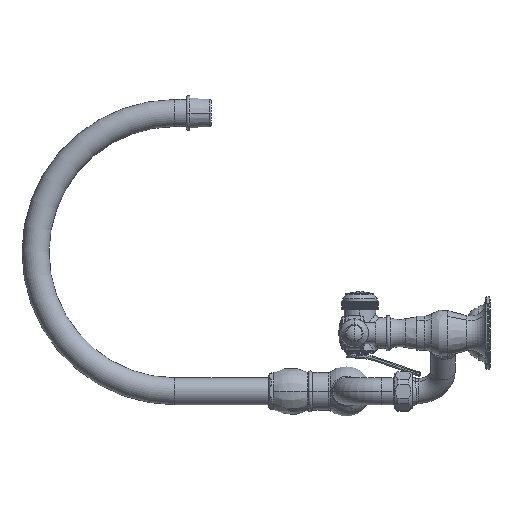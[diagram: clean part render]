
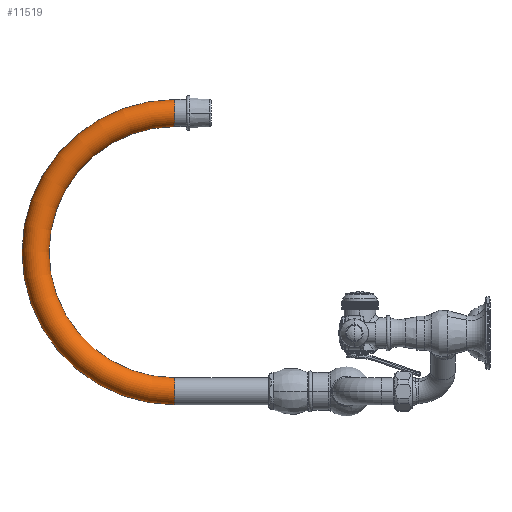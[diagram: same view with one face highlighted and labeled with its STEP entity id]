
A CAD part, left-side view. The second image highlights one B-rep face of the part: STEP entity #11519.
In plain terms, the highlighted toroidal (fillet/blend) face has major radius 114.3 mm and minor radius 11.113 mm.
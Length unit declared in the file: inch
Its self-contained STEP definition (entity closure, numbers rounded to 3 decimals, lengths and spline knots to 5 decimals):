
#4265=CARTESIAN_POINT('',(0.,4.4462,0.));
#4266=DIRECTION('',(0.,-1.,0.));
#4267=DIRECTION('',(0.,0.,1.));
#4268=AXIS2_PLACEMENT_3D('',#4265,#4266,#4267);
#4303=CARTESIAN_POINT('',(0.,4.4462,4.5));
#4304=DIRECTION('',(-1.,0.,0.));
#4305=DIRECTION('',(0.,0.,1.));
#4306=AXIS2_PLACEMENT_3D('',#4303,#4304,#4305);
#4451=CARTESIAN_POINT('',(0.,4.4462,9.));
#4452=DIRECTION('',(0.,1.,0.));
#4453=DIRECTION('',(0.,0.,-1.));
#4454=AXIS2_PLACEMENT_3D('',#4451,#4452,#4453);
#4459=CARTESIAN_POINT('',(0.,4.4462,4.5));
#4460=DIRECTION('',(-1.,0.,0.));
#4461=DIRECTION('',(0.,0.,1.));
#4462=AXIS2_PLACEMENT_3D('',#4459,#4460,#4461);
#5274=CARTESIAN_POINT('',(0.,4.4462,8.5625));
#5275=CARTESIAN_POINT('',(0.,4.4462,9.4375));
#5276=VERTEX_POINT('',#5274);
#5277=VERTEX_POINT('',#5275);
#5278=CARTESIAN_POINT('',(0.,4.4462,0.4375));
#5279=CARTESIAN_POINT('',(0.,4.4462,-0.4375));
#5280=VERTEX_POINT('',#5278);
#5281=VERTEX_POINT('',#5279);
#11508=CARTESIAN_POINT('',(0.,4.4462,4.5));
#11509=DIRECTION('',(-1.,0.,0.));
#11510=DIRECTION('',(0.,0.,-1.));
#11511=AXIS2_PLACEMENT_3D('',#11508,#11509,#11510);
#11512=TOROIDAL_SURFACE('',#11511,4.5,0.4375);
#11513=ORIENTED_EDGE('',*,*,#11490,.F.);
#11514=ORIENTED_EDGE('',*,*,#11232,.T.);
#11515=ORIENTED_EDGE('',*,*,#11178,.T.);
#11516=ORIENTED_EDGE('',*,*,#11229,.F.);
#11517=EDGE_LOOP('',(#11513,#11514,#11515,#11516));
#11518=FACE_OUTER_BOUND('',#11517,.F.);
#4269=CIRCLE('',#4268,0.4375);
#4307=CIRCLE('',#4306,4.9375);
#4455=CIRCLE('',#4454,0.4375);
#4463=CIRCLE('',#4462,4.0625);
#11178=EDGE_CURVE('',#5280,#5281,#4269,.T.);
#11229=EDGE_CURVE('',#5277,#5281,#4307,.T.);
#11232=EDGE_CURVE('',#5276,#5280,#4463,.T.);
#11490=EDGE_CURVE('',#5276,#5277,#4455,.T.);
#11519=ADVANCED_FACE('',(#11518),#11512,.T.);
